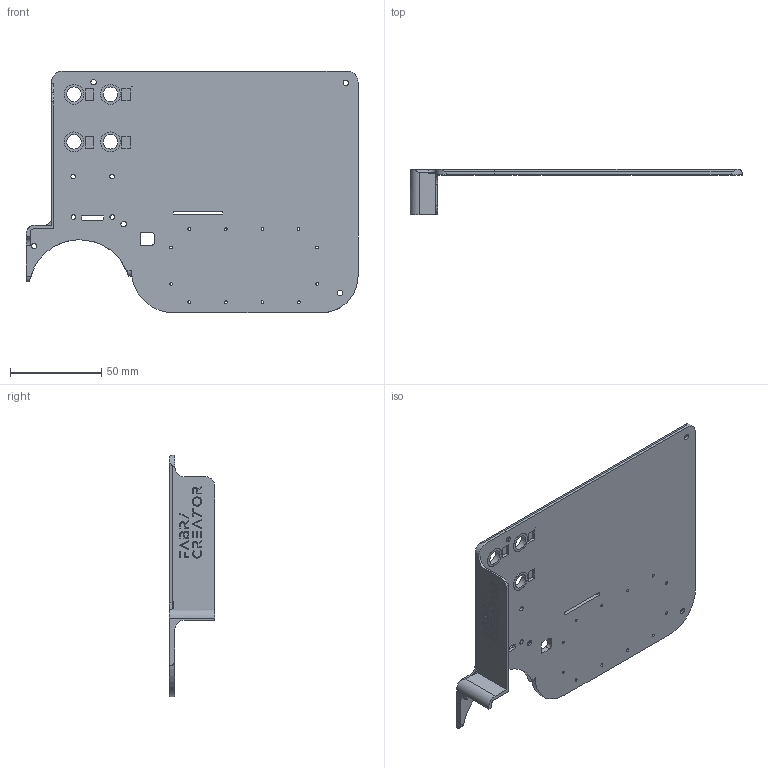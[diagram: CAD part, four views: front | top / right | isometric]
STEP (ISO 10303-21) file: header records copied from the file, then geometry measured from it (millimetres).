
FILE_DESCRIPTION(/* description */ (''),/* implementation_level */ '2;1');
FILE_NAME(/* name */ 'Tapa circuito part1.step',/* time_stamp */ '2024-10-28T16:33:09-03:00',/* author */ (''),/* organization */ (''),/* preprocessor_version */ 'ST-DEVELOPER v20',/* originating_system */ 'Autodesk Translation Framework v13.20.0.188',/* authorisation */ '');
FILE_SCHEMA (('AUTOMOTIVE_DESIGN { 1 0 10303 214 3 1 1 }'));
Length unit declared in the file: millimetre
Products named in the file (1): FusionComponent
Bounding box: 181.78 x 24.75 x 132.2 mm (x, y, z)
Volume: 56101.8 mm3; surface area: 48015.2 mm2
Topology: 1 solids, 1 shells, 400 faces, 1133 edges, 754 vertices
Faces by surface type: plane 206, bspline 136, cylinder 53, cone 5
Full cylindrical faces by diameter (mm): 1.5 x12, 2.529 x4, 2.782 x3, 3 x5, 3.3 x1, 8 x4, 10.8 x4
Entity records: 14373 total; most frequent: CARTESIAN_POINT 4640, ORIENTED_EDGE 2266, DIRECTION 1527, EDGE_CURVE 1133, VERTEX_POINT 754, LINE 717, VECTOR 717, EDGE_LOOP 477
